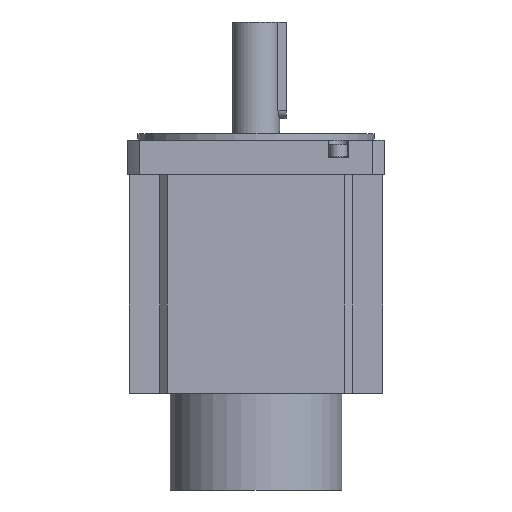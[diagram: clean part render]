
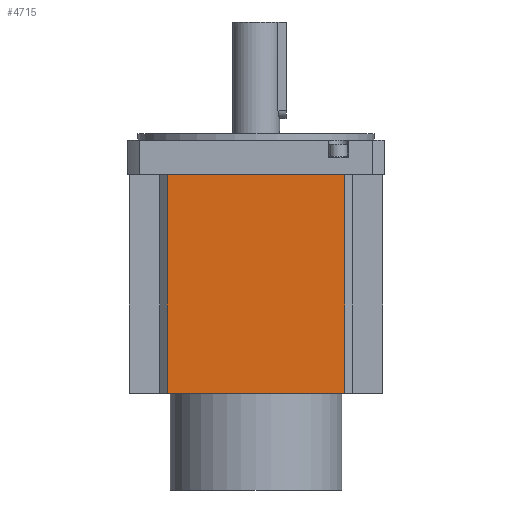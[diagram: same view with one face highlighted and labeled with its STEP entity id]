
A CAD part, front view. The second image highlights one B-rep face of the part: STEP entity #4715.
In plain terms, the highlighted planar face has unit normal (0, -1, 0).
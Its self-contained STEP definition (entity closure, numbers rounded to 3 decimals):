
#49 = DIRECTION ( 'NONE',  ( 0., 0., 1. ) ) ;
#613 = PLANE ( 'NONE',  #2227 ) ;
#1287 = FACE_OUTER_BOUND ( 'NONE', #1695, .T. ) ;
#1686 = LINE ( 'NONE', #6951, #8715 ) ;
#1695 = EDGE_LOOP ( 'NONE', ( #8725, #3039, #6034, #9273 ) ) ;
#2049 = DIRECTION ( 'NONE',  ( -1., 0., 0. ) ) ;
#2050 = EDGE_CURVE ( 'NONE', #6206, #6779, #5754, .T. ) ;
#2100 = VECTOR ( 'NONE', #10000, 1000. ) ;
#2123 = CARTESIAN_POINT ( 'NONE',  ( -41.265, -57.972, 0. ) ) ;
#2227 = AXIS2_PLACEMENT_3D ( 'NONE', #9084, #10010, #11773 ) ;
#2491 = LINE ( 'NONE', #10333, #9941 ) ;
#3039 = ORIENTED_EDGE ( 'NONE', *, *, #8176, .F. ) ;
#3790 = CARTESIAN_POINT ( 'NONE',  ( 41.265, -57.972, -102. ) ) ;
#4715 = ADVANCED_FACE ( 'NONE', ( #1287 ), #613, .F. ) ;
#4937 = LINE ( 'NONE', #5842, #10037 ) ;
#5602 = EDGE_CURVE ( 'NONE', #9203, #6947, #4937, .T. ) ;
#5754 = LINE ( 'NONE', #9197, #2100 ) ;
#5842 = CARTESIAN_POINT ( 'NONE',  ( 41.265, -57.972, 0. ) ) ;
#6034 = ORIENTED_EDGE ( 'NONE', *, *, #2050, .F. ) ;
#6206 = VERTEX_POINT ( 'NONE', #3790 ) ;
#6614 = EDGE_CURVE ( 'NONE', #6206, #9203, #1686, .T. ) ;
#6779 = VERTEX_POINT ( 'NONE', #10227 ) ;
#6947 = VERTEX_POINT ( 'NONE', #2123 ) ;
#6951 = CARTESIAN_POINT ( 'NONE',  ( 41.265, -57.972, -102. ) ) ;
#7019 = DIRECTION ( 'NONE',  ( 0., 0., 1. ) ) ;
#8176 = EDGE_CURVE ( 'NONE', #6779, #6947, #2491, .T. ) ;
#8715 = VECTOR ( 'NONE', #7019, 1000. ) ;
#8725 = ORIENTED_EDGE ( 'NONE', *, *, #5602, .T. ) ;
#9084 = CARTESIAN_POINT ( 'NONE',  ( 41.265, -57.972, -102. ) ) ;
#9197 = CARTESIAN_POINT ( 'NONE',  ( 41.265, -57.972, -102. ) ) ;
#9203 = VERTEX_POINT ( 'NONE', #11288 ) ;
#9273 = ORIENTED_EDGE ( 'NONE', *, *, #6614, .T. ) ;
#9941 = VECTOR ( 'NONE', #49, 1000. ) ;
#10000 = DIRECTION ( 'NONE',  ( -1., 0., 0. ) ) ;
#10010 = DIRECTION ( 'NONE',  ( 0., 1., 0. ) ) ;
#10037 = VECTOR ( 'NONE', #2049, 1000. ) ;
#10227 = CARTESIAN_POINT ( 'NONE',  ( -41.265, -57.972, -102. ) ) ;
#10333 = CARTESIAN_POINT ( 'NONE',  ( -41.265, -57.972, -102. ) ) ;
#11288 = CARTESIAN_POINT ( 'NONE',  ( 41.265, -57.972, 0. ) ) ;
#11773 = DIRECTION ( 'NONE',  ( 0., 0., 1. ) ) ;
